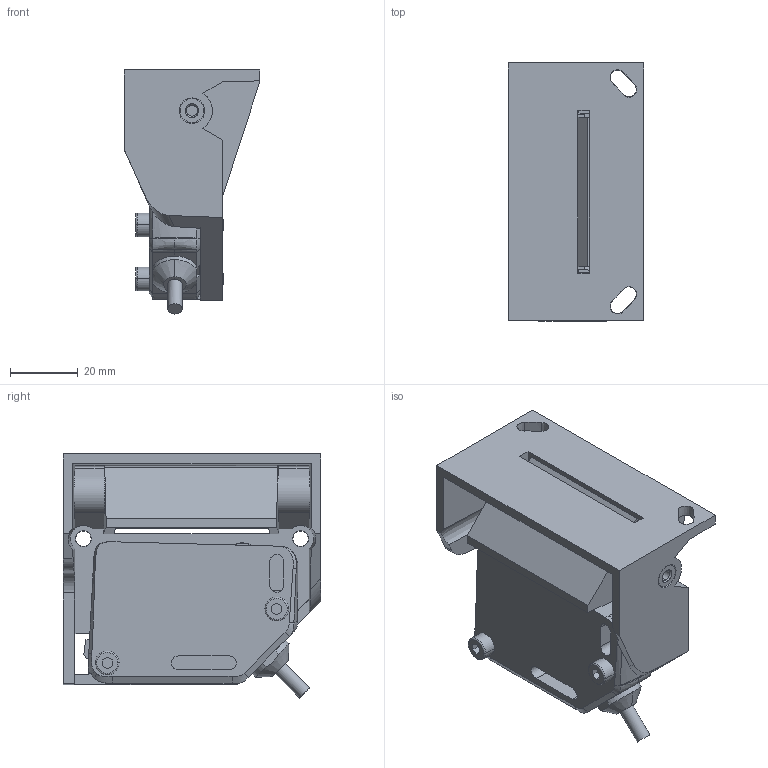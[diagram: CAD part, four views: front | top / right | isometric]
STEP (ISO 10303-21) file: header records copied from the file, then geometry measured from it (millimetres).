
FILE_DESCRIPTION((''),'2;1');
FILE_NAME('DB_CAD8188_ASM','2022-05-06T15:58:05',('hhuscher'),(''),'CREO PARAMETRIC BY PTC INC, 2019292','CREO PARAMETRIC BY PTC INC, 2019292','');
FILE_SCHEMA(('CONFIG_CONTROL_DESIGN','SHAPE_APPEARANCE_LAYERS_GROUPS'));
Length unit declared in the file: millimetre
Products named in the file (5): DM_CAD-5782; DB_CAD8187; DB_D912_M4X22; DB_D934_M4; DB_CAD8188_ASM
Assembly tree (6 placements, depth 2):
  DB_CAD8188_ASM
    DM_CAD-5782
    DB_CAD8187
    DB_D912_M4X22  x2
    DB_D934_M4  x2
Bounding box: 40 x 76 x 71.96 mm (x, y, z)
Volume: 72606.9 mm3; surface area: 37170 mm2
Topology: 6 solids, 12 shells, 584 faces, 1560 edges, 1010 vertices
Faces by surface type: plane 312, cylinder 98, cone 92, bspline 44, torus 19, sphere 10, extrusion 9
Entity records: 23340 total; most frequent: CARTESIAN_POINT 7726, ORIENTED_EDGE 2920, DIRECTION 2600, EDGE_CURVE 1466, VERTEX_POINT 956, AXIS2_PLACEMENT_3D 879, VECTOR 842, LINE 833
